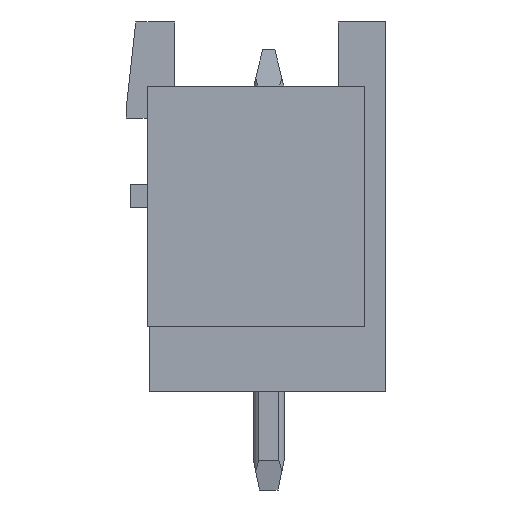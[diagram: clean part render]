
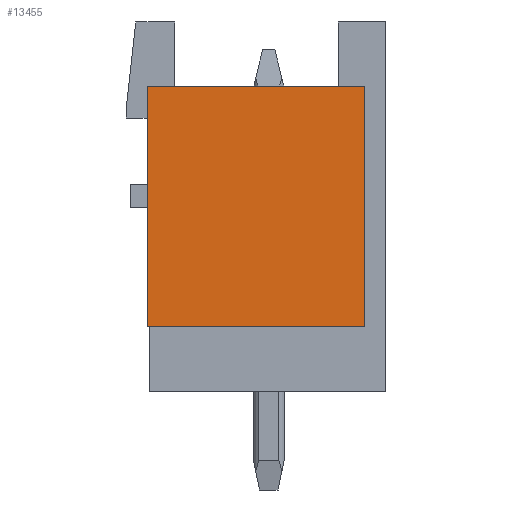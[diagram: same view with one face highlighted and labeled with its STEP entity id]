
A CAD part, left-side view. The second image highlights one B-rep face of the part: STEP entity #13455.
In plain terms, the highlighted planar face has unit normal (-1, 0, 0).
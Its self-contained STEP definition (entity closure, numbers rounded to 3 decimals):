
#13428=AXIS2_PLACEMENT_3D('Plane Axis2P3D',#13425,#13426,#13427) ;
#13403=CARTESIAN_POINT('Vertex',(0.,7.75,13.1)) ;
#13406=CARTESIAN_POINT('Line Origine',(0.,4.225,13.1)) ;
#13410=CARTESIAN_POINT('Vertex',(0.,0.7,13.1)) ;
#13425=CARTESIAN_POINT('Axis2P3D Location',(0.,7.75,5.3)) ;
#13430=CARTESIAN_POINT('Line Origine',(0.,7.75,9.2)) ;
#13434=CARTESIAN_POINT('Vertex',(0.,7.75,5.3)) ;
#13437=CARTESIAN_POINT('Line Origine',(0.,4.225,5.3)) ;
#13441=CARTESIAN_POINT('Vertex',(0.,0.7,5.3)) ;
#13444=CARTESIAN_POINT('Line Origine',(0.,0.7,9.2)) ;
#13407=DIRECTION('Vector Direction',(0.,-1.,0.)) ;
#13426=DIRECTION('Axis2P3D Direction',(1.,0.,0.)) ;
#13427=DIRECTION('Axis2P3D XDirection',(0.,0.,1.)) ;
#13431=DIRECTION('Vector Direction',(0.,0.,1.)) ;
#13438=DIRECTION('Vector Direction',(0.,-1.,0.)) ;
#13445=DIRECTION('Vector Direction',(0.,0.,1.)) ;
#13408=VECTOR('Line Direction',#13407,1.) ;
#13432=VECTOR('Line Direction',#13431,1.) ;
#13439=VECTOR('Line Direction',#13438,1.) ;
#13446=VECTOR('Line Direction',#13445,1.) ;
#13450=ORIENTED_EDGE('',*,*,#13412,.F.) ;
#13451=ORIENTED_EDGE('',*,*,#13436,.T.) ;
#13452=ORIENTED_EDGE('',*,*,#13443,.T.) ;
#13453=ORIENTED_EDGE('',*,*,#13448,.F.) ;
#13455=ADVANCED_FACE('HOUSING',(#13454),#13429,.F.) ;
#13412=EDGE_CURVE('',#13404,#13411,#13409,.T.) ;
#13436=EDGE_CURVE('',#13404,#13435,#13433,.F.) ;
#13443=EDGE_CURVE('',#13435,#13442,#13440,.T.) ;
#13448=EDGE_CURVE('',#13411,#13442,#13447,.F.) ;
#13449=EDGE_LOOP('',(#13450,#13451,#13452,#13453)) ;
#13454=FACE_OUTER_BOUND('',#13449,.T.) ;
#13409=LINE('Line',#13406,#13408) ;
#13433=LINE('Line',#13430,#13432) ;
#13440=LINE('Line',#13437,#13439) ;
#13447=LINE('Line',#13444,#13446) ;
#13429=PLANE('',#13428) ;
#13404=VERTEX_POINT('',#13403) ;
#13411=VERTEX_POINT('',#13410) ;
#13435=VERTEX_POINT('',#13434) ;
#13442=VERTEX_POINT('',#13441) ;
